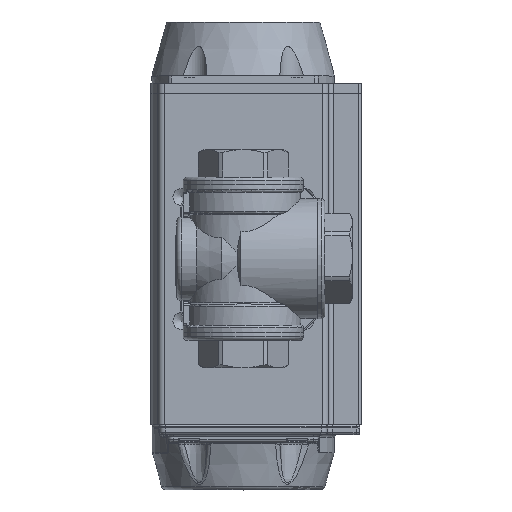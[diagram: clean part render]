
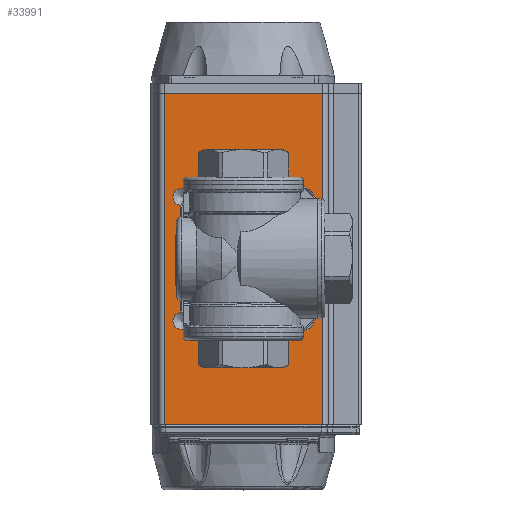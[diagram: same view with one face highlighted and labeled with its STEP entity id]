
A CAD part, top view. The second image highlights one B-rep face of the part: STEP entity #33991.
In plain terms, the highlighted face is planar.
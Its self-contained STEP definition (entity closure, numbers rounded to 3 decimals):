
#1360=PLANE('',#37273);
#3387=LINE('',#83870,#5427);
#3389=LINE('',#83877,#5429);
#3401=LINE('',#83929,#5441);
#3402=LINE('',#83935,#5442);
#5427=VECTOR('',#45343,1000.);
#5429=VECTOR('',#45349,1000.);
#5441=VECTOR('',#45395,1000.);
#5442=VECTOR('',#45398,1000.);
#17138=ORIENTED_EDGE('',*,*,#22084,.F.);
#17139=ORIENTED_EDGE('',*,*,#22114,.T.);
#17140=ORIENTED_EDGE('',*,*,#22087,.T.);
#17141=ORIENTED_EDGE('',*,*,#22112,.F.);
#17142=ORIENTED_EDGE('',*,*,#21980,.T.);
#17143=ORIENTED_EDGE('',*,*,#22005,.T.);
#17144=ORIENTED_EDGE('',*,*,#22007,.T.);
#17145=ORIENTED_EDGE('',*,*,#22009,.T.);
#17146=ORIENTED_EDGE('',*,*,#22011,.T.);
#17147=ORIENTED_EDGE('',*,*,#22013,.T.);
#17148=ORIENTED_EDGE('',*,*,#22015,.T.);
#17149=ORIENTED_EDGE('',*,*,#22017,.T.);
#17150=ORIENTED_EDGE('',*,*,#22019,.T.);
#21980=EDGE_CURVE('',#25260,#25260,#26667,.T.);
#22005=EDGE_CURVE('',#25285,#25285,#26692,.T.);
#22007=EDGE_CURVE('',#25287,#25287,#26694,.T.);
#22009=EDGE_CURVE('',#25289,#25289,#26696,.T.);
#22011=EDGE_CURVE('',#25291,#25291,#26698,.T.);
#22013=EDGE_CURVE('',#25293,#25293,#26700,.T.);
#22015=EDGE_CURVE('',#25295,#25295,#26702,.T.);
#22017=EDGE_CURVE('',#25297,#25297,#26704,.T.);
#22019=EDGE_CURVE('',#25299,#25299,#26706,.T.);
#22084=EDGE_CURVE('',#25377,#25352,#3387,.T.);
#22087=EDGE_CURVE('',#25381,#25380,#3389,.T.);
#22112=EDGE_CURVE('',#25352,#25380,#3401,.T.);
#22114=EDGE_CURVE('',#25377,#25381,#3402,.T.);
#25260=VERTEX_POINT('',#83584);
#25285=VERTEX_POINT('',#83647);
#25287=VERTEX_POINT('',#83652);
#25289=VERTEX_POINT('',#83657);
#25291=VERTEX_POINT('',#83662);
#25293=VERTEX_POINT('',#83667);
#25295=VERTEX_POINT('',#83672);
#25297=VERTEX_POINT('',#83677);
#25299=VERTEX_POINT('',#83682);
#25352=VERTEX_POINT('',#83819);
#25377=VERTEX_POINT('',#83869);
#25380=VERTEX_POINT('',#83876);
#25381=VERTEX_POINT('',#83878);
#26667=CIRCLE('',#37102,14.635);
#26692=CIRCLE('',#37140,3.324);
#26694=CIRCLE('',#37143,3.324);
#26696=CIRCLE('',#37146,3.324);
#26698=CIRCLE('',#37149,3.324);
#26700=CIRCLE('',#37152,2.459);
#26702=CIRCLE('',#37155,2.459);
#26704=CIRCLE('',#37158,2.459);
#26706=CIRCLE('',#37161,2.459);
#29216=EDGE_LOOP('',(#17138,#17139,#17140,#17141));
#29217=EDGE_LOOP('',(#17142));
#29218=EDGE_LOOP('',(#17143));
#29219=EDGE_LOOP('',(#17144));
#29220=EDGE_LOOP('',(#17145));
#29221=EDGE_LOOP('',(#17146));
#29222=EDGE_LOOP('',(#17147));
#29223=EDGE_LOOP('',(#17148));
#29224=EDGE_LOOP('',(#17149));
#29225=EDGE_LOOP('',(#17150));
#31742=FACE_BOUND('',#29216,.T.);
#31743=FACE_BOUND('',#29217,.T.);
#31744=FACE_BOUND('',#29218,.T.);
#31745=FACE_BOUND('',#29219,.T.);
#31746=FACE_BOUND('',#29220,.T.);
#31747=FACE_BOUND('',#29221,.T.);
#31748=FACE_BOUND('',#29222,.T.);
#31749=FACE_BOUND('',#29223,.T.);
#31750=FACE_BOUND('',#29224,.T.);
#31751=FACE_BOUND('',#29225,.T.);
#33991=ADVANCED_FACE('',(#31742,#31743,#31744,#31745,#31746,#31747,#31748,
#31749,#31750,#31751),#1360,.T.);
#37102=AXIS2_PLACEMENT_3D('',#83583,#45026,#45027);
#37140=AXIS2_PLACEMENT_3D('',#83646,#45102,#45103);
#37143=AXIS2_PLACEMENT_3D('',#83651,#45108,#45109);
#37146=AXIS2_PLACEMENT_3D('',#83656,#45114,#45115);
#37149=AXIS2_PLACEMENT_3D('',#83661,#45120,#45121);
#37152=AXIS2_PLACEMENT_3D('',#83666,#45126,#45127);
#37155=AXIS2_PLACEMENT_3D('',#83671,#45132,#45133);
#37158=AXIS2_PLACEMENT_3D('',#83676,#45138,#45139);
#37161=AXIS2_PLACEMENT_3D('',#83681,#45144,#45145);
#37273=AXIS2_PLACEMENT_3D('',#83934,#45396,#45397);
#45026=DIRECTION('',(0.,1.,0.));
#45027=DIRECTION('',(1.,0.,0.));
#45102=DIRECTION('',(0.,1.,0.));
#45103=DIRECTION('',(1.,0.,0.));
#45108=DIRECTION('',(0.,1.,0.));
#45109=DIRECTION('',(1.,0.,0.));
#45114=DIRECTION('',(0.,1.,0.));
#45115=DIRECTION('',(1.,0.,0.));
#45120=DIRECTION('',(0.,1.,0.));
#45121=DIRECTION('',(1.,0.,0.));
#45126=DIRECTION('',(0.,1.,0.));
#45127=DIRECTION('',(1.,0.,0.));
#45132=DIRECTION('',(0.,1.,0.));
#45133=DIRECTION('',(1.,0.,0.));
#45138=DIRECTION('',(0.,1.,0.));
#45139=DIRECTION('',(1.,0.,0.));
#45144=DIRECTION('',(0.,1.,0.));
#45145=DIRECTION('',(1.,0.,0.));
#45343=DIRECTION('',(1.,0.,0.));
#45349=DIRECTION('',(1.,0.,0.));
#45395=DIRECTION('',(0.,0.,-1.));
#45396=DIRECTION('',(0.,-1.,0.));
#45397=DIRECTION('',(-1.,0.,0.));
#45398=DIRECTION('',(0.,0.,-1.));
#83583=CARTESIAN_POINT('',(0.,-44.471,66.));
#83584=CARTESIAN_POINT('',(14.635,-44.471,66.));
#83646=CARTESIAN_POINT('',(-24.749,-44.471,41.251));
#83647=CARTESIAN_POINT('',(-21.425,-44.471,41.251));
#83651=CARTESIAN_POINT('',(24.749,-44.471,41.251));
#83652=CARTESIAN_POINT('',(28.072,-44.471,41.251));
#83656=CARTESIAN_POINT('',(24.749,-44.471,90.749));
#83657=CARTESIAN_POINT('',(28.072,-44.471,90.749));
#83661=CARTESIAN_POINT('',(-24.749,-44.471,90.749));
#83662=CARTESIAN_POINT('',(-21.425,-44.471,90.749));
#83666=CARTESIAN_POINT('',(-17.678,-44.471,83.678));
#83667=CARTESIAN_POINT('',(-15.219,-44.471,83.678));
#83671=CARTESIAN_POINT('',(-17.678,-44.471,48.322));
#83672=CARTESIAN_POINT('',(-15.219,-44.471,48.322));
#83676=CARTESIAN_POINT('',(17.678,-44.471,48.322));
#83677=CARTESIAN_POINT('',(20.136,-44.471,48.322));
#83681=CARTESIAN_POINT('',(17.678,-44.471,83.678));
#83682=CARTESIAN_POINT('',(20.136,-44.471,83.678));
#83819=CARTESIAN_POINT('',(31.5,-44.471,132.));
#83869=CARTESIAN_POINT('',(-31.5,-44.471,132.));
#83870=CARTESIAN_POINT('',(5.25,-44.471,132.));
#83876=CARTESIAN_POINT('',(31.5,-44.471,0.));
#83877=CARTESIAN_POINT('',(5.25,-44.471,0.));
#83878=CARTESIAN_POINT('',(-31.5,-44.471,0.));
#83929=CARTESIAN_POINT('',(31.5,-44.471,0.));
#83934=CARTESIAN_POINT('',(-31.5,-44.471,0.));
#83935=CARTESIAN_POINT('',(-31.5,-44.471,0.));
